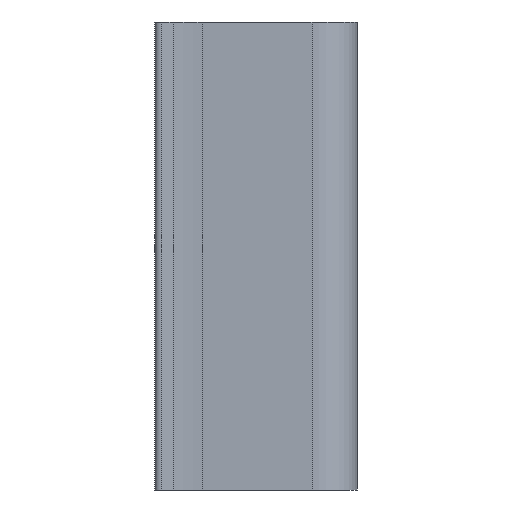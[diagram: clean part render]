
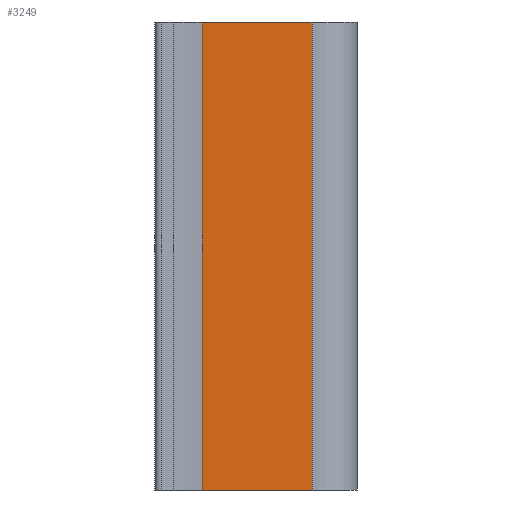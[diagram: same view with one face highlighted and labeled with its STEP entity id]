
A CAD part, left-side view. The second image highlights one B-rep face of the part: STEP entity #3249.
In plain terms, the highlighted planar face has unit normal (-0.999, 0.047, 0).
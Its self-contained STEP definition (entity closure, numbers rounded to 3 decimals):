
#1377=DIRECTION('',(0.047,0.999,0.));
#1378=VECTOR('',#1377,7.035);
#1379=CARTESIAN_POINT('',(-15.837,2.91,15.));
#1380=LINE('',#1379,#1378);
#1511=DIRECTION('',(0.,0.,1.));
#1512=VECTOR('',#1511,30.);
#1513=CARTESIAN_POINT('',(-15.837,2.91,-15.));
#1514=LINE('',#1513,#1512);
#1668=DIRECTION('',(0.047,0.999,0.));
#1669=VECTOR('',#1668,7.035);
#1670=CARTESIAN_POINT('',(-15.837,2.91,-15.));
#1671=LINE('',#1670,#1669);
#1857=DIRECTION('',(0.,0.,1.));
#1858=VECTOR('',#1857,30.);
#1859=CARTESIAN_POINT('',(-15.508,9.938,-15.));
#1860=LINE('',#1859,#1858);
#1978=CARTESIAN_POINT('',(-15.837,2.91,-15.));
#1979=CARTESIAN_POINT('',(-15.508,9.938,-15.));
#1980=VERTEX_POINT('',#1978);
#1981=VERTEX_POINT('',#1979);
#1998=CARTESIAN_POINT('',(-15.837,2.91,15.));
#1999=CARTESIAN_POINT('',(-15.508,9.938,15.));
#2000=VERTEX_POINT('',#1998);
#2001=VERTEX_POINT('',#1999);
#3236=CARTESIAN_POINT('',(-15.837,2.91,-15.));
#3237=DIRECTION('',(0.999,-0.047,0.));
#3238=DIRECTION('',(0.047,0.999,0.));
#3239=AXIS2_PLACEMENT_3D('',#3236,#3237,#3238);
#3240=PLANE('',#3239);
#3242=ORIENTED_EDGE('',*,*,#3241,.T.);
#3244=ORIENTED_EDGE('',*,*,#3243,.T.);
#3245=ORIENTED_EDGE('',*,*,#3191,.F.);
#3246=ORIENTED_EDGE('',*,*,#2604,.F.);
#3247=EDGE_LOOP('',(#3242,#3244,#3245,#3246));
#3248=FACE_OUTER_BOUND('',#3247,.F.);
#3249=ADVANCED_FACE('',(#3248),#3240,.F.);
#2604=EDGE_CURVE('',#1980,#2000,#1514,.T.);
#3191=EDGE_CURVE('',#2000,#2001,#1380,.T.);
#3241=EDGE_CURVE('',#1980,#1981,#1671,.T.);
#3243=EDGE_CURVE('',#1981,#2001,#1860,.T.);
